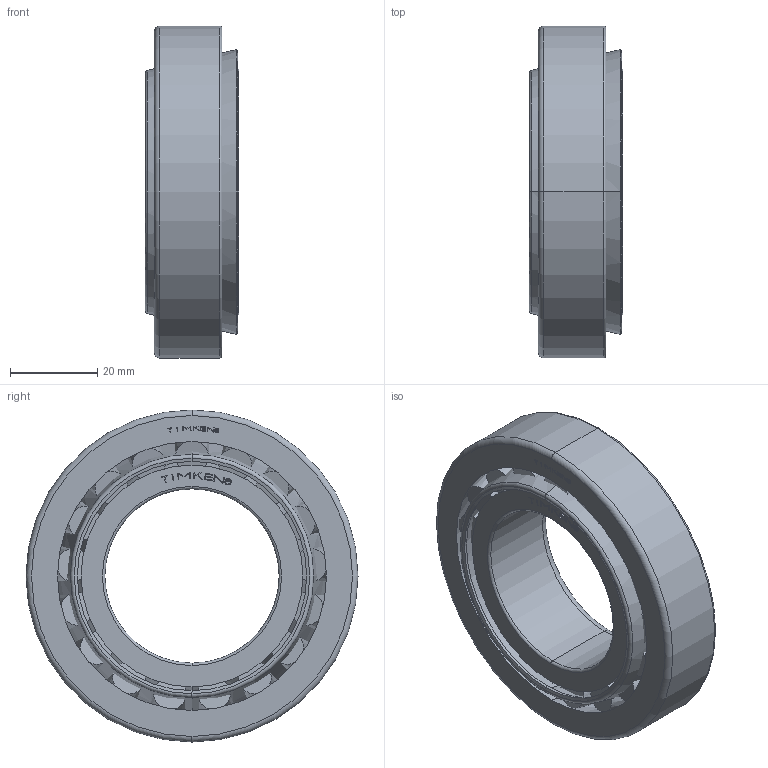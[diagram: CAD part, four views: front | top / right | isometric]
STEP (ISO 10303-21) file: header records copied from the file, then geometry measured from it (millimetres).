
FILE_DESCRIPTION (( 'STEP AP203' ), '1' );
FILE_NAME ('28156-28300-TheTimkenCompany-3D-09-25-2022.stp_Default_sldprt.STEP', '2023-01-20T01:30:03', ( '' ), ( '' ), 'SwSTEP 2.0', 'SolidWorks 2022', '' );
FILE_SCHEMA (( 'CONFIG_CONTROL_DESIGN' ));
Length unit declared in the file: millimetre
Products named in the file (1): 28156-28300-TheTimkenCompany-3D-09-25-2022.stp_Default_sldprt
Bounding box: 21.43 x 76.2 x 76.2 mm (x, y, z)
Volume: 48096.9 mm3; surface area: 33018.7 mm2
Topology: 20 solids, 20 shells, 466 faces, 1146 edges, 754 vertices
Faces by surface type: plane 362, cone 54, cylinder 40, torus 10
Entity records: 13649 total; most frequent: CARTESIAN_POINT 2367, ORIENTED_EDGE 2292, DIRECTION 2268, EDGE_CURVE 1146, VECTOR 958, LINE 958, VERTEX_POINT 754, AXIS2_PLACEMENT_3D 655
